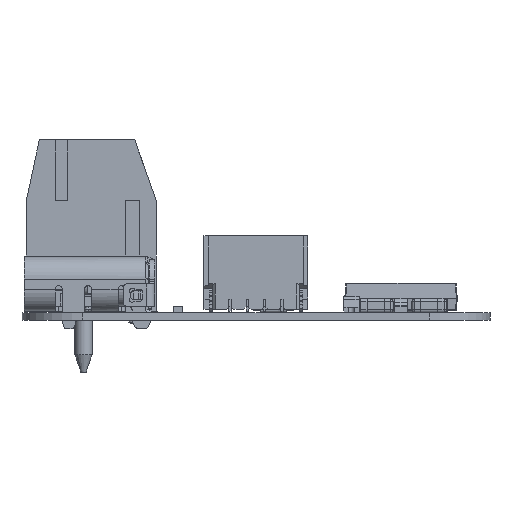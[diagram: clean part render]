
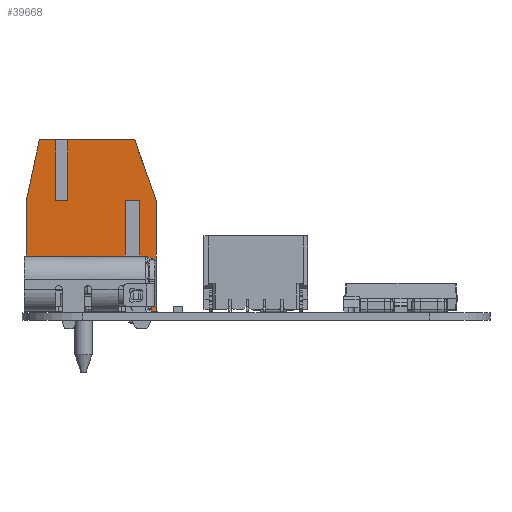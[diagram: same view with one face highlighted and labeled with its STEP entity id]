
A CAD part, left-side view. The second image highlights one B-rep face of the part: STEP entity #39668.
In plain terms, the highlighted face is planar.
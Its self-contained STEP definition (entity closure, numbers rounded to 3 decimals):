
#39668 = ADVANCED_FACE('',(#39669),#39783,.F.);
#39669 = FACE_BOUND('',#39670,.T.);
#39670 = EDGE_LOOP('',(#39671,#39681,#39689,#39697,#39705,#39713,#39721,
    #39729,#39737,#39745,#39753,#39761,#39769,#39777));
#39671 = ORIENTED_EDGE('',*,*,#39672,.F.);
#39672 = EDGE_CURVE('',#39673,#39675,#39677,.T.);
#39673 = VERTEX_POINT('',#39674);
#39674 = CARTESIAN_POINT('',(5.,2.025,1.45));
#39675 = VERTEX_POINT('',#39676);
#39676 = CARTESIAN_POINT('',(5.,2.025,-4.95));
#39677 = LINE('',#39678,#39679);
#39678 = CARTESIAN_POINT('',(5.,2.025,1.45));
#39679 = VECTOR('',#39680,1.);
#39680 = DIRECTION('',(0.,0.,-1.));
#39681 = ORIENTED_EDGE('',*,*,#39682,.F.);
#39682 = EDGE_CURVE('',#39683,#39673,#39685,.T.);
#39683 = VERTEX_POINT('',#39684);
#39684 = CARTESIAN_POINT('',(5.,2.725,1.45));
#39685 = LINE('',#39686,#39687);
#39686 = CARTESIAN_POINT('',(5.,2.725,1.45));
#39687 = VECTOR('',#39688,1.);
#39688 = DIRECTION('',(0.,-1.,0.));
#39689 = ORIENTED_EDGE('',*,*,#39690,.T.);
#39690 = EDGE_CURVE('',#39683,#39691,#39693,.T.);
#39691 = VERTEX_POINT('',#39692);
#39692 = CARTESIAN_POINT('',(5.,2.725,-4.95));
#39693 = LINE('',#39694,#39695);
#39694 = CARTESIAN_POINT('',(5.,2.725,1.45));
#39695 = VECTOR('',#39696,1.);
#39696 = DIRECTION('',(0.,0.,-1.));
#39697 = ORIENTED_EDGE('',*,*,#39698,.F.);
#39698 = EDGE_CURVE('',#39699,#39691,#39701,.T.);
#39699 = VERTEX_POINT('',#39700);
#39700 = CARTESIAN_POINT('',(5.,3.75,-4.95));
#39701 = LINE('',#39702,#39703);
#39702 = CARTESIAN_POINT('',(5.,3.75,-4.95));
#39703 = VECTOR('',#39704,1.);
#39704 = DIRECTION('',(0.,-1.,0.));
#39705 = ORIENTED_EDGE('',*,*,#39706,.F.);
#39706 = EDGE_CURVE('',#39707,#39699,#39709,.T.);
#39707 = VERTEX_POINT('',#39708);
#39708 = CARTESIAN_POINT('',(5.,3.75,1.45));
#39709 = LINE('',#39710,#39711);
#39710 = CARTESIAN_POINT('',(5.,3.75,4.95));
#39711 = VECTOR('',#39712,1.);
#39712 = DIRECTION('',(0.,0.,-1.));
#39713 = ORIENTED_EDGE('',*,*,#39714,.F.);
#39714 = EDGE_CURVE('',#39715,#39707,#39717,.T.);
#39715 = VERTEX_POINT('',#39716);
#39716 = CARTESIAN_POINT('',(5.,2.5,4.95));
#39717 = LINE('',#39718,#39719);
#39718 = CARTESIAN_POINT('',(5.,2.5,4.95));
#39719 = VECTOR('',#39720,1.);
#39720 = DIRECTION('',(0.,0.336,-0.942));
#39721 = ORIENTED_EDGE('',*,*,#39722,.F.);
#39722 = EDGE_CURVE('',#39723,#39715,#39725,.T.);
#39723 = VERTEX_POINT('',#39724);
#39724 = CARTESIAN_POINT('',(5.,-1.35,4.95));
#39725 = LINE('',#39726,#39727);
#39726 = CARTESIAN_POINT('',(5.,-3.75,4.95));
#39727 = VECTOR('',#39728,1.);
#39728 = DIRECTION('',(0.,1.,0.));
#39729 = ORIENTED_EDGE('',*,*,#39730,.F.);
#39730 = EDGE_CURVE('',#39731,#39723,#39733,.T.);
#39731 = VERTEX_POINT('',#39732);
#39732 = CARTESIAN_POINT('',(5.,-1.35,1.45));
#39733 = LINE('',#39734,#39735);
#39734 = CARTESIAN_POINT('',(5.,-1.35,1.45));
#39735 = VECTOR('',#39736,1.);
#39736 = DIRECTION('',(0.,0.,1.));
#39737 = ORIENTED_EDGE('',*,*,#39738,.F.);
#39738 = EDGE_CURVE('',#39739,#39731,#39741,.T.);
#39739 = VERTEX_POINT('',#39740);
#39740 = CARTESIAN_POINT('',(5.,-2.05,1.45));
#39741 = LINE('',#39742,#39743);
#39742 = CARTESIAN_POINT('',(5.,-2.05,1.45));
#39743 = VECTOR('',#39744,1.);
#39744 = DIRECTION('',(0.,1.,0.));
#39745 = ORIENTED_EDGE('',*,*,#39746,.T.);
#39746 = EDGE_CURVE('',#39739,#39747,#39749,.T.);
#39747 = VERTEX_POINT('',#39748);
#39748 = CARTESIAN_POINT('',(5.,-2.05,4.95));
#39749 = LINE('',#39750,#39751);
#39750 = CARTESIAN_POINT('',(5.,-2.05,1.45));
#39751 = VECTOR('',#39752,1.);
#39752 = DIRECTION('',(0.,0.,1.));
#39753 = ORIENTED_EDGE('',*,*,#39754,.F.);
#39754 = EDGE_CURVE('',#39755,#39747,#39757,.T.);
#39755 = VERTEX_POINT('',#39756);
#39756 = CARTESIAN_POINT('',(5.,-3.,4.95));
#39757 = LINE('',#39758,#39759);
#39758 = CARTESIAN_POINT('',(5.,-3.75,4.95));
#39759 = VECTOR('',#39760,1.);
#39760 = DIRECTION('',(0.,1.,0.));
#39761 = ORIENTED_EDGE('',*,*,#39762,.F.);
#39762 = EDGE_CURVE('',#39763,#39755,#39765,.T.);
#39763 = VERTEX_POINT('',#39764);
#39764 = CARTESIAN_POINT('',(5.,-3.75,1.45));
#39765 = LINE('',#39766,#39767);
#39766 = CARTESIAN_POINT('',(5.,-3.75,1.45));
#39767 = VECTOR('',#39768,1.);
#39768 = DIRECTION('',(0.,0.21,0.978));
#39769 = ORIENTED_EDGE('',*,*,#39770,.F.);
#39770 = EDGE_CURVE('',#39771,#39763,#39773,.T.);
#39771 = VERTEX_POINT('',#39772);
#39772 = CARTESIAN_POINT('',(5.,-3.75,-4.95));
#39773 = LINE('',#39774,#39775);
#39774 = CARTESIAN_POINT('',(5.,-3.75,-4.95));
#39775 = VECTOR('',#39776,1.);
#39776 = DIRECTION('',(0.,0.,1.));
#39777 = ORIENTED_EDGE('',*,*,#39778,.F.);
#39778 = EDGE_CURVE('',#39675,#39771,#39779,.T.);
#39779 = LINE('',#39780,#39781);
#39780 = CARTESIAN_POINT('',(5.,3.75,-4.95));
#39781 = VECTOR('',#39782,1.);
#39782 = DIRECTION('',(0.,-1.,0.));
#39783 = PLANE('',#39784);
#39784 = AXIS2_PLACEMENT_3D('',#39785,#39786,#39787);
#39785 = CARTESIAN_POINT('',(5.,0.,0.));
#39786 = DIRECTION('',(-1.,0.,0.));
#39787 = DIRECTION('',(0.,0.,1.));
